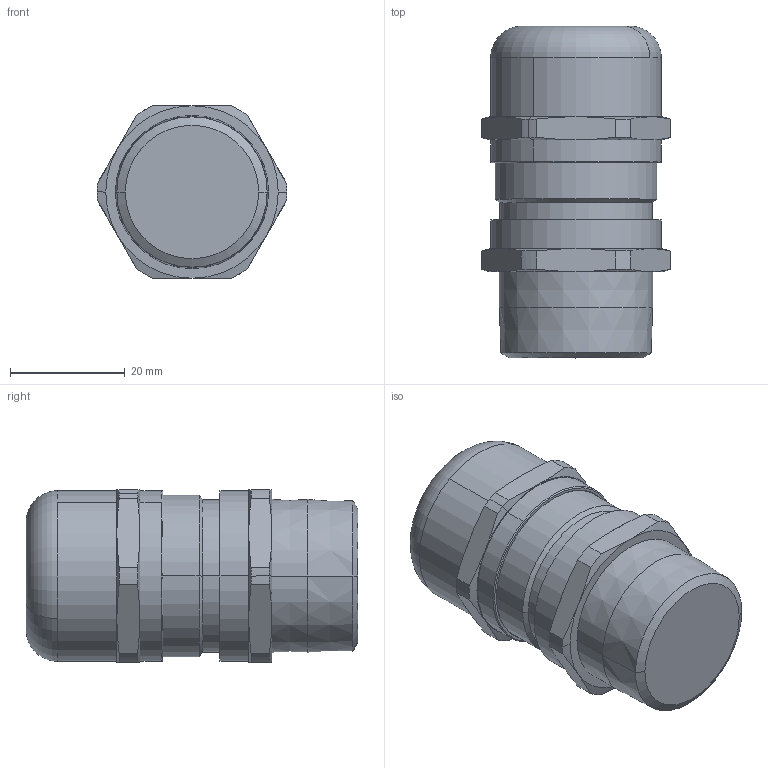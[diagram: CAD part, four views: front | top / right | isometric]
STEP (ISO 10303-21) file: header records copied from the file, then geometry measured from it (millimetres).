
FILE_DESCRIPTION (( 'STEP AP203' ), '1' );
FILE_NAME ('BNEM-E3-3-4T-WCL.step', '2021-11-30T13:51:38', ( '' ), ( '' ), 'SwSTEP 2.0', 'SolidWorks 2021', '' );
FILE_SCHEMA (( 'CONFIG_CONTROL_DESIGN' ));
Length unit declared in the file: inch
Products named in the file (1): BNEM-E3-3-4T-WCL
Bounding box: 33 x 57.74 x 30 mm (x, y, z)
Volume: 34827.2 mm3; surface area: 10678 mm2
Topology: 1 solids, 1 shells, 120 faces, 274 edges, 166 vertices
Faces by surface type: cone 52, cylinder 36, plane 24, torus 8
Entity records: 3419 total; most frequent: CARTESIAN_POINT 657, DIRECTION 618, ORIENTED_EDGE 548, EDGE_CURVE 274, AXIS2_PLACEMENT_3D 271, VERTEX_POINT 166, CIRCLE 150, EDGE_LOOP 130
